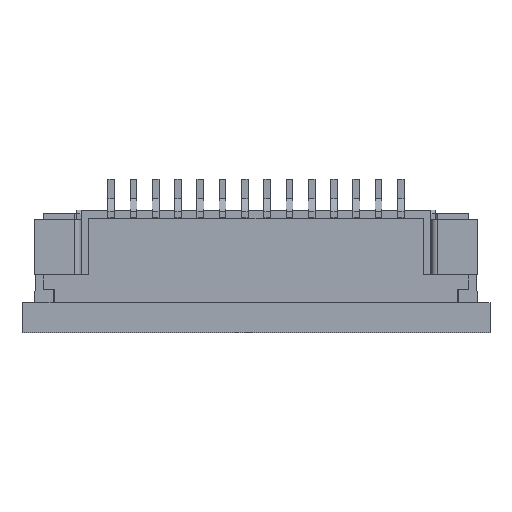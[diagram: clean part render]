
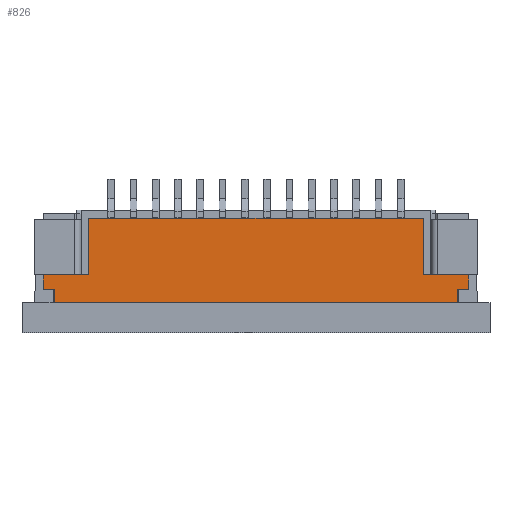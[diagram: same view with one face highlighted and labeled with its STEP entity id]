
A CAD part, top view. The second image highlights one B-rep face of the part: STEP entity #826.
In plain terms, the highlighted planar face has unit normal (0, 0, 1).
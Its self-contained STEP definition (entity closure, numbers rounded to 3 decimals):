
#826=ADVANCED_FACE('',(#4292),#4294,.T.);
#4292=FACE_BOUND('',#4293,.T.);
#4293=EDGE_LOOP('',(#7044,#7045,#7046,#7047,#7048,#7049,#7050,#7051,#7052,#7053,
#7054,#7055));
#4294=PLANE('',#4295);
#4295=AXIS2_PLACEMENT_3D('',#4296,#4297,#4298);
#4296=CARTESIAN_POINT('',(9.55,1.35,2.45));
#4297=DIRECTION('',(0.,-0.,1.));
#4298=DIRECTION('',(0.,1.,0.));
#7044=ORIENTED_EDGE('',*,*,#9153,.T.);
#7045=ORIENTED_EDGE('',*,*,#9155,.T.);
#7046=ORIENTED_EDGE('',*,*,#9156,.T.);
#7047=ORIENTED_EDGE('',*,*,#9157,.T.);
#7048=ORIENTED_EDGE('',*,*,#9158,.T.);
#7049=ORIENTED_EDGE('',*,*,#9159,.T.);
#7050=ORIENTED_EDGE('',*,*,#9160,.T.);
#7051=ORIENTED_EDGE('',*,*,#9161,.F.);
#7052=ORIENTED_EDGE('',*,*,#9162,.T.);
#7053=ORIENTED_EDGE('',*,*,#9163,.T.);
#7054=ORIENTED_EDGE('',*,*,#9100,.F.);
#7055=ORIENTED_EDGE('',*,*,#9091,.T.);
#9091=EDGE_CURVE('',#10310,#10320,#10322,.F.);
#9100=EDGE_CURVE('',#10310,#10338,#10339,.T.);
#9153=EDGE_CURVE('',#10320,#10438,#10439,.T.);
#9155=EDGE_CURVE('',#10438,#10441,#10442,.T.);
#9156=EDGE_CURVE('',#10441,#10443,#10444,.F.);
#9157=EDGE_CURVE('',#10443,#10445,#10446,.F.);
#9158=EDGE_CURVE('',#10445,#10447,#10448,.F.);
#9159=EDGE_CURVE('',#10447,#10449,#10450,.F.);
#9160=EDGE_CURVE('',#10449,#10451,#10452,.F.);
#9161=EDGE_CURVE('',#10453,#10451,#10454,.T.);
#9162=EDGE_CURVE('',#10453,#10455,#10456,.F.);
#9163=EDGE_CURVE('',#10455,#10338,#10457,.T.);
#10310=VERTEX_POINT('',#12006);
#10320=VERTEX_POINT('',#12026);
#10322=LINE('',#12030,#12031);
#10338=VERTEX_POINT('',#12064);
#10339=LINE('',#12065,#12066);
#10438=VERTEX_POINT('',#12270);
#10439=LINE('',#12271,#12272);
#10441=VERTEX_POINT('',#12277);
#10442=LINE('',#12278,#12279);
#10443=VERTEX_POINT('',#12281);
#10444=LINE('',#12282,#12283);
#10445=VERTEX_POINT('',#12285);
#10446=LINE('',#12286,#12287);
#10447=VERTEX_POINT('',#12289);
#10448=LINE('',#12290,#12291);
#10449=VERTEX_POINT('',#12293);
#10450=LINE('',#12294,#12295);
#10451=VERTEX_POINT('',#12297);
#10452=LINE('',#12298,#12299);
#10453=VERTEX_POINT('',#12301);
#10454=LINE('',#12302,#12303);
#10455=VERTEX_POINT('',#12305);
#10456=LINE('',#12306,#12307);
#10457=LINE('',#12309,#12310);
#12006=CARTESIAN_POINT('',(9.05,1.35,2.45));
#12026=CARTESIAN_POINT('',(9.05,1.95,2.45));
#12030=CARTESIAN_POINT('',(9.05,1.95,2.45));
#12031=VECTOR('',#12032,1.);
#12032=DIRECTION('',(0.,-1.,0.));
#12064=CARTESIAN_POINT('',(-9.05,1.35,2.45));
#12065=CARTESIAN_POINT('',(9.05,1.35,2.45));
#12066=VECTOR('',#12067,1.);
#12067=DIRECTION('',(-1.,0.,0.));
#12270=CARTESIAN_POINT('',(9.55,1.95,2.45));
#12271=CARTESIAN_POINT('',(9.05,1.95,2.45));
#12272=VECTOR('',#12273,1.);
#12273=DIRECTION('',(1.,0.,0.));
#12277=CARTESIAN_POINT('',(9.55,2.6,2.45));
#12278=CARTESIAN_POINT('',(9.55,1.95,2.45));
#12279=VECTOR('',#12280,1.);
#12280=DIRECTION('',(0.,1.,0.));
#12281=CARTESIAN_POINT('',(7.5,2.6,2.45));
#12282=CARTESIAN_POINT('',(7.5,2.6,2.45));
#12283=VECTOR('',#12284,1.);
#12284=DIRECTION('',(1.,0.,0.));
#12285=CARTESIAN_POINT('',(7.5,5.15,2.45));
#12286=CARTESIAN_POINT('',(7.5,5.15,2.45));
#12287=VECTOR('',#12288,1.);
#12288=DIRECTION('',(0.,-1.,0.));
#12289=CARTESIAN_POINT('',(-7.5,5.15,2.45));
#12290=CARTESIAN_POINT('',(-7.5,5.15,2.45));
#12291=VECTOR('',#12292,1.);
#12292=DIRECTION('',(1.,0.,0.));
#12293=CARTESIAN_POINT('',(-7.5,2.6,2.45));
#12294=CARTESIAN_POINT('',(-7.5,2.6,2.45));
#12295=VECTOR('',#12296,1.);
#12296=DIRECTION('',(0.,1.,0.));
#12297=CARTESIAN_POINT('',(-9.55,2.6,2.45));
#12298=CARTESIAN_POINT('',(-9.55,2.6,2.45));
#12299=VECTOR('',#12300,1.);
#12300=DIRECTION('',(1.,0.,0.));
#12301=CARTESIAN_POINT('',(-9.55,1.95,2.45));
#12302=CARTESIAN_POINT('',(-9.55,1.95,2.45));
#12303=VECTOR('',#12304,1.);
#12304=DIRECTION('',(0.,1.,0.));
#12305=CARTESIAN_POINT('',(-9.05,1.95,2.45));
#12306=CARTESIAN_POINT('',(-9.05,1.95,2.45));
#12307=VECTOR('',#12308,1.);
#12308=DIRECTION('',(-1.,0.,0.));
#12309=CARTESIAN_POINT('',(-9.05,1.95,2.45));
#12310=VECTOR('',#12311,1.);
#12311=DIRECTION('',(0.,-1.,0.));
